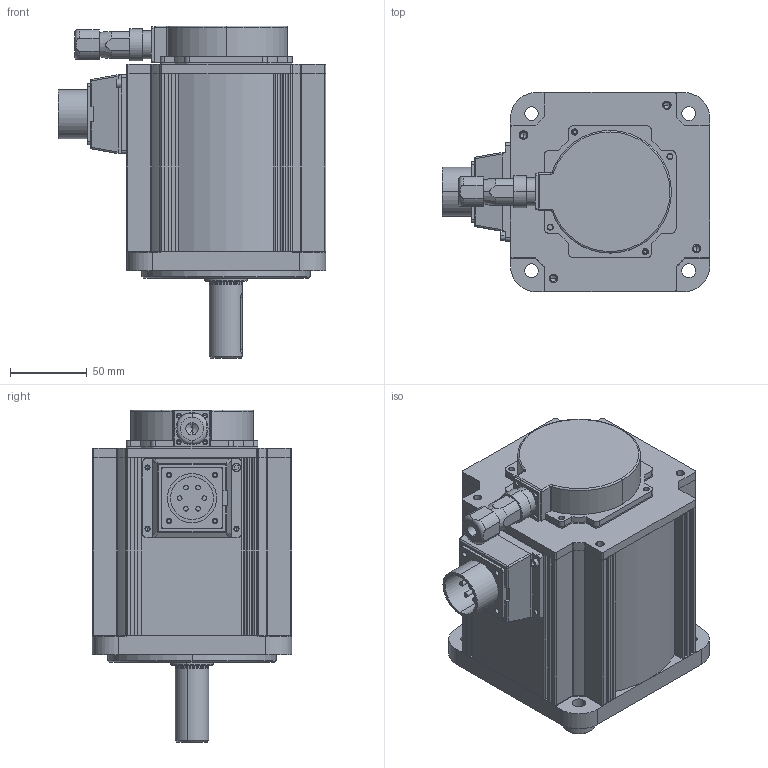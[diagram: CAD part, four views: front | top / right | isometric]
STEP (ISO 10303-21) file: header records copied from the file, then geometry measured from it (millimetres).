
FILE_DESCRIPTION (( 'STEP AP203' ), '1' );
FILE_NAME ('MS5G-130STE-CS11515B-21P8.STEP', '2018-09-03T10:25:47', ( '微软用户' ), ( '微软中国' ), 'SwSTEP 2.0', 'SolidWorks 2015', '' );
FILE_SCHEMA (( 'CONFIG_CONTROL_DESIGN' ));
Length unit declared in the file: millimetre
Products named in the file (24): 雄薯盄瑤脣; 动力线航插密封垫; 晤鎢ん 脣芛; GB／T70．1-2000内六角圆柱头螺钉M3×10; 130-1.8kw-隅赽; GB／T276-94深沟球轴承6204; 130-1.8转子一（5对级）; MS5G-130STE-CS11515B-21P8; GB／T276-94深沟球轴承6206-2Z; 130-1.8kw-骨架（中惯量）; MS5-130儂旯; PCB板; 130-1.8转子二（5对级）; MS5-130ヶ傷裔; PCBﾍﾐ; 130-1.8转子三（5对级）; MS5-130綴傷裔; 迖粣; 晤鎢ん棠詩; 粣創裔; 1.8-蛌粣; 1.8-棠詩; 130晤鎢ん裔-棠晤; 雄薯盄瑤脣釱
Assembly tree (86 placements, depth 2):
  MS5G-130STE-CS11515B-21P8
    MS5-130儂旯
    MS5-130ヶ傷裔
    MS5-130綴傷裔
    粣創裔
    130晤鎢ん裔-棠晤
    雄薯盄瑤脣釱
    雄薯盄瑤脣
    动力线航插密封垫
    晤鎢ん 脣芛
    GB／T70．1-2000内六角圆柱头螺钉M3×10
    130-1.8kw-隅赽  x12
    130-1.8转子一（5对级）
    130-1.8kw-骨架（中惯量）  x24
    130-1.8转子二（5对级）
    130-1.8转子三（5对级）
    1.8-棠詩  x30
    GB／T276-94深沟球轴承6204
    GB／T276-94深沟球轴承6206-2Z
    PCB板
    PCBﾍﾐ
    迖粣
    晤鎢ん棠詩
    1.8-蛌粣
Bounding box: 174.5 x 130 x 216.5 mm (x, y, z)
Volume: 1510581 mm3; surface area: 729429.9 mm2
Topology: 86 solids, 86 shells, 3332 faces, 9210 edges, 6068 vertices
Faces by surface type: plane 1897, cylinder 1106, sphere 140, cone 98, torus 91
Entity records: 67860 total; most frequent: CARTESIAN_POINT 16471, DIRECTION 10258, ORIENTED_EDGE 9730, EDGE_CURVE 4865, AXIS2_PLACEMENT_3D 4037, VERTEX_POINT 3198, EDGE_LOOP 2185, LINE 2184
